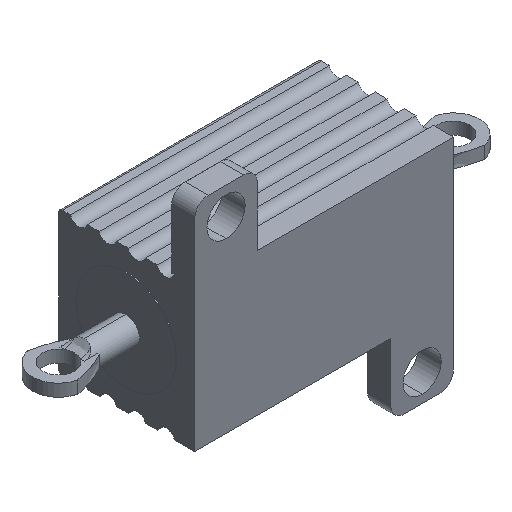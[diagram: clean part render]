
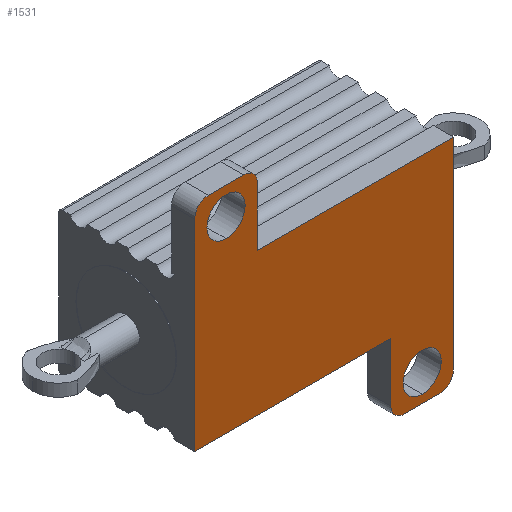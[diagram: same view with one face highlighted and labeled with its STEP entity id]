
A CAD part, isometric view. The second image highlights one B-rep face of the part: STEP entity #1531.
In plain terms, the highlighted planar face has unit normal (0, -1, 0).
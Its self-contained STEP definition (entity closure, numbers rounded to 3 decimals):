
#152 = DIRECTION ( 'NONE',  ( -1., 0., 0. ) ) ;
#318 = CARTESIAN_POINT ( 'NONE',  ( -8.5, -5., 9.55 ) ) ;
#325 = VERTEX_POINT ( 'NONE', #6847 ) ;
#377 = DIRECTION ( 'NONE',  ( 0., 0., 1. ) ) ;
#450 = ORIENTED_EDGE ( 'NONE', *, *, #6144, .T. ) ;
#457 = DIRECTION ( 'NONE',  ( 0., -1., 0. ) ) ;
#508 = FACE_BOUND ( 'NONE', #4332, .T. ) ;
#730 = DIRECTION ( 'NONE',  ( 0., 0., 1. ) ) ;
#739 = EDGE_CURVE ( 'NONE', #325, #4609, #2085, .T. ) ;
#741 = CARTESIAN_POINT ( 'NONE',  ( -4.9, -5., 9.55 ) ) ;
#777 = EDGE_CURVE ( 'NONE', #8746, #15146, #9945, .T. ) ;
#812 = EDGE_CURVE ( 'NONE', #972, #8041, #5252, .T. ) ;
#972 = VERTEX_POINT ( 'NONE', #6335 ) ;
#1000 = CARTESIAN_POINT ( 'NONE',  ( 5.9, -5., -9.55 ) ) ;
#1066 = VECTOR ( 'NONE', #8122, 1000. ) ;
#1099 = ORIENTED_EDGE ( 'NONE', *, *, #3633, .F. ) ;
#1465 = ORIENTED_EDGE ( 'NONE', *, *, #3816, .T. ) ;
#1521 = ORIENTED_EDGE ( 'NONE', *, *, #12783, .F. ) ;
#1531 = ADVANCED_FACE ( 'NONE', ( #10007, #4302, #508 ), #2836, .F. ) ;
#1553 = CIRCLE ( 'NONE', #2552, 1.4 ) ;
#1609 = ORIENTED_EDGE ( 'NONE', *, *, #11669, .T. ) ;
#1721 = EDGE_CURVE ( 'NONE', #4566, #14201, #3462, .T. ) ;
#1731 = AXIS2_PLACEMENT_3D ( 'NONE', #318, #14573, #3892 ) ;
#1834 = EDGE_CURVE ( 'NONE', #11594, #7079, #2863, .T. ) ;
#1950 = EDGE_CURVE ( 'NONE', #14447, #5706, #10833, .T. ) ;
#1954 = EDGE_CURVE ( 'NONE', #4609, #325, #3107, .T. ) ;
#2075 = CARTESIAN_POINT ( 'NONE',  ( -4.9, -5., 9.55 ) ) ;
#2085 = CIRCLE ( 'NONE', #10821, 1.4 ) ;
#2206 = CARTESIAN_POINT ( 'NONE',  ( 9.5, -5., 5.25 ) ) ;
#2349 = VECTOR ( 'NONE', #6439, 1000. ) ;
#2552 = AXIS2_PLACEMENT_3D ( 'NONE', #14779, #7620, #4247 ) ;
#2836 = PLANE ( 'NONE',  #8313 ) ;
#2863 = CIRCLE ( 'NONE', #9331, 1. ) ;
#2914 = VERTEX_POINT ( 'NONE', #13346 ) ;
#3107 = CIRCLE ( 'NONE', #5076, 1.4 ) ;
#3137 = EDGE_CURVE ( 'NONE', #2914, #8535, #9650, .T. ) ;
#3365 = LINE ( 'NONE', #9364, #1066 ) ;
#3462 = LINE ( 'NONE', #2206, #9303 ) ;
#3633 = EDGE_CURVE ( 'NONE', #15026, #15146, #3365, .T. ) ;
#3816 = EDGE_CURVE ( 'NONE', #4566, #972, #8154, .T. ) ;
#3892 = DIRECTION ( 'NONE',  ( 0., 0., 1. ) ) ;
#4247 = DIRECTION ( 'NONE',  ( 0., 0., 1. ) ) ;
#4302 = FACE_BOUND ( 'NONE', #5420, .T. ) ;
#4332 = EDGE_LOOP ( 'NONE', ( #1521, #6028 ) ) ;
#4528 = VECTOR ( 'NONE', #15068, 1000. ) ;
#4543 = EDGE_CURVE ( 'NONE', #8041, #14447, #11125, .T. ) ;
#4566 = VERTEX_POINT ( 'NONE', #13478 ) ;
#4609 = VERTEX_POINT ( 'NONE', #13790 ) ;
#5076 = AXIS2_PLACEMENT_3D ( 'NONE', #7525, #13461, #377 ) ;
#5128 = CARTESIAN_POINT ( 'NONE',  ( 4.9, -5., -9.55 ) ) ;
#5252 = LINE ( 'NONE', #741, #5811 ) ;
#5336 = VECTOR ( 'NONE', #152, 1000. ) ;
#5385 = ORIENTED_EDGE ( 'NONE', *, *, #777, .T. ) ;
#5420 = EDGE_LOOP ( 'NONE', ( #11724, #9407 ) ) ;
#5706 = VERTEX_POINT ( 'NONE', #12586 ) ;
#5811 = VECTOR ( 'NONE', #14772, 1000. ) ;
#5824 = CARTESIAN_POINT ( 'NONE',  ( 9.5, -5., -9.55 ) ) ;
#5899 = DIRECTION ( 'NONE',  ( 0., -1., 0. ) ) ;
#6028 = ORIENTED_EDGE ( 'NONE', *, *, #3137, .F. ) ;
#6078 = AXIS2_PLACEMENT_3D ( 'NONE', #14583, #8729, #11017 ) ;
#6144 = EDGE_CURVE ( 'NONE', #12387, #14201, #10836, .T. ) ;
#6264 = CARTESIAN_POINT ( 'NONE',  ( -7.2, -5., 8.55 ) ) ;
#6301 = VECTOR ( 'NONE', #10343, 1000. ) ;
#6335 = CARTESIAN_POINT ( 'NONE',  ( -4.9, -5., 5.25 ) ) ;
#6343 = DIRECTION ( 'NONE',  ( 0., -1., 0. ) ) ;
#6439 = DIRECTION ( 'NONE',  ( 0., 0., -1. ) ) ;
#6458 = CARTESIAN_POINT ( 'NONE',  ( -5.9, -5., 9.55 ) ) ;
#6742 = LINE ( 'NONE', #10441, #14560 ) ;
#6798 = ORIENTED_EDGE ( 'NONE', *, *, #1721, .F. ) ;
#6847 = CARTESIAN_POINT ( 'NONE',  ( 7.2, -5., -7.15 ) ) ;
#7079 = VERTEX_POINT ( 'NONE', #12184 ) ;
#7269 = ORIENTED_EDGE ( 'NONE', *, *, #1950, .T. ) ;
#7525 = CARTESIAN_POINT ( 'NONE',  ( 7.2, -5., -8.55 ) ) ;
#7616 = AXIS2_PLACEMENT_3D ( 'NONE', #6458, #10134, #11236 ) ;
#7620 = DIRECTION ( 'NONE',  ( 0., -1., 0. ) ) ;
#7678 = DIRECTION ( 'NONE',  ( 0., 1., 0. ) ) ;
#8041 = VERTEX_POINT ( 'NONE', #2075 ) ;
#8122 = DIRECTION ( 'NONE',  ( -1., 0., 0. ) ) ;
#8154 = LINE ( 'NONE', #14080, #6301 ) ;
#8251 = DIRECTION ( 'NONE',  ( 0., 0., -1. ) ) ;
#8313 = AXIS2_PLACEMENT_3D ( 'NONE', #13838, #7678, #730 ) ;
#8466 = CIRCLE ( 'NONE', #1731, 1. ) ;
#8535 = VERTEX_POINT ( 'NONE', #10980 ) ;
#8729 = DIRECTION ( 'NONE',  ( 0., -1., 0. ) ) ;
#8746 = VERTEX_POINT ( 'NONE', #11597 ) ;
#9243 = ORIENTED_EDGE ( 'NONE', *, *, #812, .T. ) ;
#9303 = VECTOR ( 'NONE', #12982, 1000. ) ;
#9331 = AXIS2_PLACEMENT_3D ( 'NONE', #1000, #5899, #8251 ) ;
#9364 = CARTESIAN_POINT ( 'NONE',  ( 9.5, -5., -5.25 ) ) ;
#9407 = ORIENTED_EDGE ( 'NONE', *, *, #739, .F. ) ;
#9650 = CIRCLE ( 'NONE', #12647, 1.4 ) ;
#9744 = CARTESIAN_POINT ( 'NONE',  ( -9.5, -5., -5.25 ) ) ;
#9942 = CARTESIAN_POINT ( 'NONE',  ( -5.9, -5., 10.55 ) ) ;
#9945 = LINE ( 'NONE', #10111, #2349 ) ;
#10007 = FACE_OUTER_BOUND ( 'NONE', #14679, .T. ) ;
#10111 = CARTESIAN_POINT ( 'NONE',  ( -9.5, -5., 5.25 ) ) ;
#10134 = DIRECTION ( 'NONE',  ( 0., -1., 0. ) ) ;
#10223 = ORIENTED_EDGE ( 'NONE', *, *, #14368, .T. ) ;
#10343 = DIRECTION ( 'NONE',  ( -1., 0., 0. ) ) ;
#10417 = LINE ( 'NONE', #12683, #4528 ) ;
#10441 = CARTESIAN_POINT ( 'NONE',  ( 4.9, -5., -9.55 ) ) ;
#10459 = CARTESIAN_POINT ( 'NONE',  ( 4.9, -5., -5.25 ) ) ;
#10536 = CARTESIAN_POINT ( 'NONE',  ( 8.5, -5., -10.55 ) ) ;
#10821 = AXIS2_PLACEMENT_3D ( 'NONE', #11370, #457, #12305 ) ;
#10833 = LINE ( 'NONE', #10992, #5336 ) ;
#10836 = CIRCLE ( 'NONE', #6078, 1. ) ;
#10980 = CARTESIAN_POINT ( 'NONE',  ( -7.2, -5., 7.15 ) ) ;
#10992 = CARTESIAN_POINT ( 'NONE',  ( -8.5, -5., 10.55 ) ) ;
#11017 = DIRECTION ( 'NONE',  ( 0., 0., 1. ) ) ;
#11125 = CIRCLE ( 'NONE', #7616, 1. ) ;
#11174 = ORIENTED_EDGE ( 'NONE', *, *, #4543, .T. ) ;
#11236 = DIRECTION ( 'NONE',  ( 0., 0., -1. ) ) ;
#11370 = CARTESIAN_POINT ( 'NONE',  ( 7.2, -5., -8.55 ) ) ;
#11594 = VERTEX_POINT ( 'NONE', #5128 ) ;
#11597 = CARTESIAN_POINT ( 'NONE',  ( -9.5, -5., 9.55 ) ) ;
#11669 = EDGE_CURVE ( 'NONE', #5706, #8746, #8466, .T. ) ;
#11724 = ORIENTED_EDGE ( 'NONE', *, *, #1954, .F. ) ;
#12184 = CARTESIAN_POINT ( 'NONE',  ( 5.9, -5., -10.55 ) ) ;
#12305 = DIRECTION ( 'NONE',  ( 0., 0., 1. ) ) ;
#12387 = VERTEX_POINT ( 'NONE', #10536 ) ;
#12586 = CARTESIAN_POINT ( 'NONE',  ( -8.5, -5., 10.55 ) ) ;
#12647 = AXIS2_PLACEMENT_3D ( 'NONE', #6264, #6343, #14618 ) ;
#12683 = CARTESIAN_POINT ( 'NONE',  ( 8.5, -5., -10.55 ) ) ;
#12783 = EDGE_CURVE ( 'NONE', #8535, #2914, #1553, .T. ) ;
#12982 = DIRECTION ( 'NONE',  ( 0., 0., -1. ) ) ;
#13138 = EDGE_CURVE ( 'NONE', #7079, #12387, #10417, .T. ) ;
#13346 = CARTESIAN_POINT ( 'NONE',  ( -7.2, -5., 9.95 ) ) ;
#13410 = ORIENTED_EDGE ( 'NONE', *, *, #13138, .T. ) ;
#13461 = DIRECTION ( 'NONE',  ( 0., -1., 0. ) ) ;
#13478 = CARTESIAN_POINT ( 'NONE',  ( 9.5, -5., 5.25 ) ) ;
#13740 = ORIENTED_EDGE ( 'NONE', *, *, #1834, .T. ) ;
#13790 = CARTESIAN_POINT ( 'NONE',  ( 7.2, -5., -9.95 ) ) ;
#13838 = CARTESIAN_POINT ( 'NONE',  ( 9.5, -5., 5.25 ) ) ;
#14008 = DIRECTION ( 'NONE',  ( 0., 0., -1. ) ) ;
#14080 = CARTESIAN_POINT ( 'NONE',  ( 9.5, -5., 5.25 ) ) ;
#14201 = VERTEX_POINT ( 'NONE', #5824 ) ;
#14368 = EDGE_CURVE ( 'NONE', #15026, #11594, #6742, .T. ) ;
#14447 = VERTEX_POINT ( 'NONE', #9942 ) ;
#14560 = VECTOR ( 'NONE', #14008, 1000. ) ;
#14573 = DIRECTION ( 'NONE',  ( 0., -1., 0. ) ) ;
#14583 = CARTESIAN_POINT ( 'NONE',  ( 8.5, -5., -9.55 ) ) ;
#14618 = DIRECTION ( 'NONE',  ( 0., 0., 1. ) ) ;
#14679 = EDGE_LOOP ( 'NONE', ( #5385, #1099, #10223, #13740, #13410, #450, #6798, #1465, #9243, #11174, #7269, #1609 ) ) ;
#14772 = DIRECTION ( 'NONE',  ( 0., 0., 1. ) ) ;
#14779 = CARTESIAN_POINT ( 'NONE',  ( -7.2, -5., 8.55 ) ) ;
#15026 = VERTEX_POINT ( 'NONE', #10459 ) ;
#15068 = DIRECTION ( 'NONE',  ( 1., 0., 0. ) ) ;
#15146 = VERTEX_POINT ( 'NONE', #9744 ) ;
